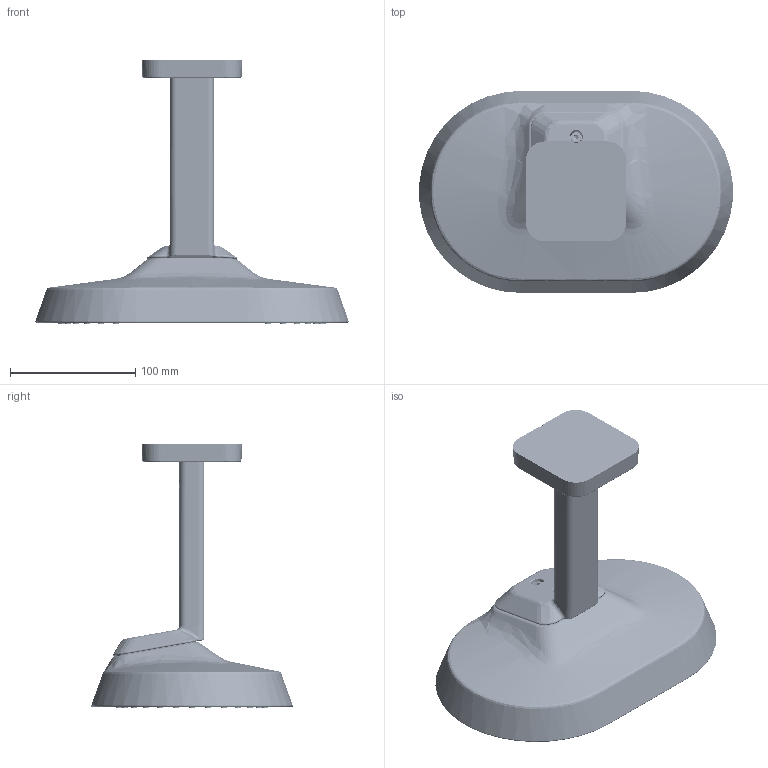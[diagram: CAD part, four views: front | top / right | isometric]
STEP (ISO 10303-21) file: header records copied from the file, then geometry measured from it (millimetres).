
FILE_DESCRIPTION(('3DEXPERIENCE STEP','CAx-IF Rec.Pracs.--- Model Styling and Organization---1.5--- 2016-08-15','CAx-IF Rec.Pracs.---Supplemental Geometry---1.0---2011-11-01','CAx-IF Rec.Pracs.--- Composite Materials ---3.4---2017-06-13','CAx-IF Rec.Pracs.---Tessellated 3D Geometry---1.0---2015-12-17'),'2;1');
FILE_NAME('prd-HG-00691895.stp','2024-04-12T12:10:57+00:00',('none'),('none'),'3DEXPERIENCE Platform3DEXPERIENCE R2023x HotFix 5','3DEXPERIENCE Platform STEP AP242 v2','none');
FILE_SCHEMA(('AP242_MANAGED_MODEL_BASED_3D_ENGINEERING_MIM_LF {1 0 10303 442 1 1 4}'));
Products named in the file (10): P-2_AX_CitterioNe_KB_250_1j_m_Deckenans; P-2_Brausearm_1jet_Decke_AX_Citterio; P-2_Rosette_Decke_Wand_AX_Citterio_Next; P-2_Arm_1jet_Ceiling_AX_Citterio_Next; DIN EN ISO 10642 M4x16 A2 hexagon socket countersunk head screws with reduced loadabilitiy; ISO_4762_M5x20_A2_Hexagon_socket; P-2_AX_Citterio_KB_250x160_1jet; P-2_Mantel_KB_AX_Citterio_250x160; P-2_Strahlmatte_KB_AX_Citterio_250x160_1jet; FUE_Blende_KB_AX_Citterio_250x160
Assembly tree (11 placements, depth 3):
  P-2_AX_CitterioNe_KB_250_1j_m_Deckenans
    P-2_Brausearm_1jet_Decke_AX_Citterio
      P-2_Rosette_Decke_Wand_AX_Citterio_Next
      P-2_Arm_1jet_Ceiling_AX_Citterio_Next
      DIN EN ISO 10642 M4x16 A2 hexagon socket countersunk head screws with reduced loadabilitiy  x2
      ISO_4762_M5x20_A2_Hexagon_socket  x2
    P-2_AX_Citterio_KB_250x160_1jet
      P-2_Mantel_KB_AX_Citterio_250x160
      P-2_Strahlmatte_KB_AX_Citterio_250x160_1jet
      FUE_Blende_KB_AX_Citterio_250x160
Bounding box: 250.79 x 161.33 x 211.78 mm (x, y, z)
Volume: 1302989.3 mm3; surface area: 265238.4 mm2
Topology: 9 solids, 9 shells, 4586 faces, 11221 edges, 7111 vertices
Faces by surface type: cylinder 1767, torus 1020, cone 704, plane 594, bspline 501
Entity records: 202120 total; most frequent: CARTESIAN_POINT 105468, ORIENTED_EDGE 22170, DIRECTION 14733, EDGE_CURVE 11085, AXIS2_PLACEMENT_3D 9164, VERTEX_POINT 7035, CIRCLE 6138, EDGE_LOOP 5332
